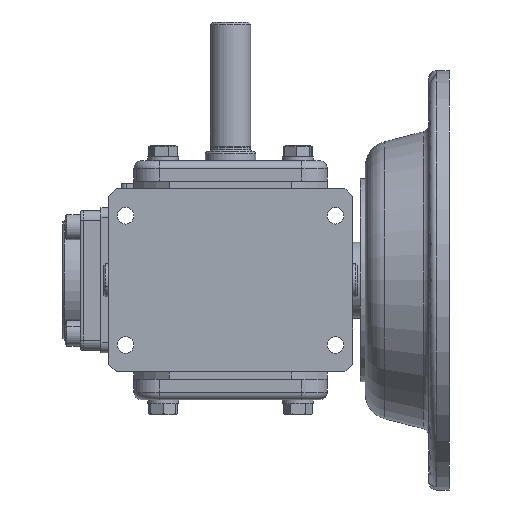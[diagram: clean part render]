
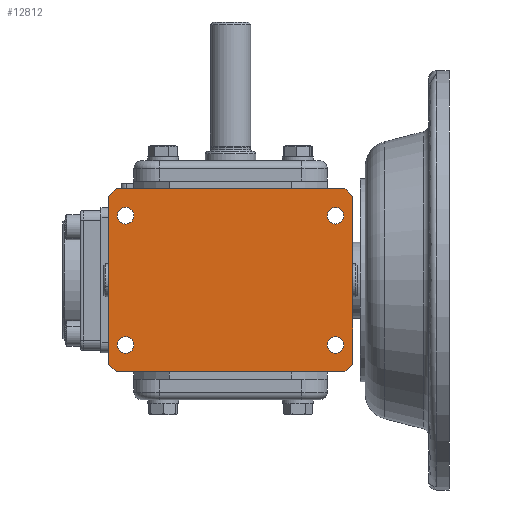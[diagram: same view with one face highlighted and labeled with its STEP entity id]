
A CAD part, front view. The second image highlights one B-rep face of the part: STEP entity #12812.
In plain terms, the highlighted planar face has unit normal (0, -1, 0).
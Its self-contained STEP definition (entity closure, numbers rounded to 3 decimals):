
#434 = DIRECTION ( 'NONE',  ( 0., 0., -1. ) ) ;
#518 = DIRECTION ( 'NONE',  ( 0., 0., -1. ) ) ;
#535 = CARTESIAN_POINT ( 'NONE',  ( 41.275, -43.64, 25.4 ) ) ;
#567 = DIRECTION ( 'NONE',  ( 0., -1., 0. ) ) ;
#579 = DIRECTION ( 'NONE',  ( 0., -1., 0. ) ) ;
#617 = CARTESIAN_POINT ( 'NONE',  ( -41.275, -43.64, -25.4 ) ) ;
#1431 = VERTEX_POINT ( 'NONE', #7748 ) ;
#1440 = VERTEX_POINT ( 'NONE', #7799 ) ;
#1487 = VERTEX_POINT ( 'NONE', #7634 ) ;
#1497 = VERTEX_POINT ( 'NONE', #7685 ) ;
#1503 = VERTEX_POINT ( 'NONE', #7789 ) ;
#1507 = VERTEX_POINT ( 'NONE', #7694 ) ;
#1530 = VERTEX_POINT ( 'NONE', #8000 ) ;
#1532 = VERTEX_POINT ( 'NONE', #7919 ) ;
#1583 = VERTEX_POINT ( 'NONE', #7657 ) ;
#1704 = LINE ( 'NONE', #2736, #8238 ) ;
#1706 = LINE ( 'NONE', #2729, #8235 ) ;
#2039 = DIRECTION ( 'NONE',  ( 0., 0., -1. ) ) ;
#2044 = CARTESIAN_POINT ( 'NONE',  ( -41.275, -43.64, 25.4 ) ) ;
#2045 = DIRECTION ( 'NONE',  ( 0., -1., 0. ) ) ;
#2077 = CARTESIAN_POINT ( 'NONE',  ( 45., -43.64, 36. ) ) ;
#2090 = DIRECTION ( 'NONE',  ( 0.707, 0., -0.707 ) ) ;
#2446 = FACE_OUTER_BOUND ( 'NONE', #9174, .T. ) ;
#2447 = FACE_BOUND ( 'NONE', #9189, .T. ) ;
#2448 = FACE_BOUND ( 'NONE', #9195, .T. ) ;
#2449 = FACE_BOUND ( 'NONE', #9184, .T. ) ;
#2450 = FACE_BOUND ( 'NONE', #9094, .T. ) ;
#2688 = CARTESIAN_POINT ( 'NONE',  ( -41.275, -43.64, -25.4 ) ) ;
#2689 = DIRECTION ( 'NONE',  ( 0., -1., 0. ) ) ;
#2690 = DIRECTION ( 'NONE',  ( 0., 0., -1. ) ) ;
#2729 = CARTESIAN_POINT ( 'NONE',  ( 48., -43.64, 41. ) ) ;
#2730 = DIRECTION ( 'NONE',  ( 0., 0., -1. ) ) ;
#2736 = CARTESIAN_POINT ( 'NONE',  ( 48., -43.64, -33. ) ) ;
#2737 = DIRECTION ( 'NONE',  ( -0.707, 0., -0.707 ) ) ;
#2871 = CARTESIAN_POINT ( 'NONE',  ( 45., -43.64, 36. ) ) ;
#2876 = CARTESIAN_POINT ( 'NONE',  ( 48., -43.64, 33. ) ) ;
#2903 = CARTESIAN_POINT ( 'NONE',  ( -41.275, -43.64, -22.136 ) ) ;
#2934 = CARTESIAN_POINT ( 'NONE',  ( 41.275, -43.64, -22.136 ) ) ;
#2944 = CARTESIAN_POINT ( 'NONE',  ( -41.275, -43.64, 28.664 ) ) ;
#3202 = LINE ( 'NONE', #8457, #5198 ) ;
#3281 = LINE ( 'NONE', #7007, #12003 ) ;
#3282 = LINE ( 'NONE', #7016, #11992 ) ;
#3283 = LINE ( 'NONE', #7005, #12015 ) ;
#4261 = ORIENTED_EDGE ( 'NONE', *, *, #12281, .F. ) ;
#4264 = ORIENTED_EDGE ( 'NONE', *, *, #10443, .T. ) ;
#4265 = ORIENTED_EDGE ( 'NONE', *, *, #8597, .T. ) ;
#4268 = ORIENTED_EDGE ( 'NONE', *, *, #8594, .F. ) ;
#4269 = ORIENTED_EDGE ( 'NONE', *, *, #13245, .F. ) ;
#4271 = ORIENTED_EDGE ( 'NONE', *, *, #10450, .F. ) ;
#4273 = ORIENTED_EDGE ( 'NONE', *, *, #12284, .F. ) ;
#4274 = ORIENTED_EDGE ( 'NONE', *, *, #9553, .F. ) ;
#4275 = ORIENTED_EDGE ( 'NONE', *, *, #12274, .F. ) ;
#4276 = ORIENTED_EDGE ( 'NONE', *, *, #13226, .F. ) ;
#4278 = ORIENTED_EDGE ( 'NONE', *, *, #10550, .F. ) ;
#4325 = ORIENTED_EDGE ( 'NONE', *, *, #10445, .F. ) ;
#4402 = ORIENTED_EDGE ( 'NONE', *, *, #12289, .F. ) ;
#4403 = ORIENTED_EDGE ( 'NONE', *, *, #13242, .F. ) ;
#4406 = ORIENTED_EDGE ( 'NONE', *, *, #9488, .F. ) ;
#4506 = ORIENTED_EDGE ( 'NONE', *, *, #8598, .F. ) ;
#5198 = VECTOR ( 'NONE', #8423, 1000. ) ;
#5288 = CIRCLE ( 'NONE', #5289, 3.264 ) ;
#5289 = AXIS2_PLACEMENT_3D ( 'NONE', #617, #567, #434 ) ;
#5290 = CIRCLE ( 'NONE', #5311, 3.264 ) ;
#5296 = CIRCLE ( 'NONE', #5305, 3.264 ) ;
#5298 = CIRCLE ( 'NONE', #5300, 3.264 ) ;
#5300 = AXIS2_PLACEMENT_3D ( 'NONE', #535, #579, #518 ) ;
#5305 = AXIS2_PLACEMENT_3D ( 'NONE', #14249, #14253, #14251 ) ;
#5311 = AXIS2_PLACEMENT_3D ( 'NONE', #14256, #14255, #14261 ) ;
#6552 = AXIS2_PLACEMENT_3D ( 'NONE', #12479, #12478, #12487 ) ;
#6984 = DIRECTION ( 'NONE',  ( 0., 0., -1. ) ) ;
#7005 = CARTESIAN_POINT ( 'NONE',  ( -48., -43.64, 41. ) ) ;
#7007 = CARTESIAN_POINT ( 'NONE',  ( -45., -43.64, 36. ) ) ;
#7016 = CARTESIAN_POINT ( 'NONE',  ( -48., -43.64, 36. ) ) ;
#7017 = DIRECTION ( 'NONE',  ( 1., 0., 0. ) ) ;
#7027 = DIRECTION ( 'NONE',  ( 0.707, 0., 0.707 ) ) ;
#7214 = LINE ( 'NONE', #2077, #11586 ) ;
#7223 = LINE ( 'NONE', #9842, #9486 ) ;
#7634 = CARTESIAN_POINT ( 'NONE',  ( -48., -43.64, -33. ) ) ;
#7657 = CARTESIAN_POINT ( 'NONE',  ( 41.275, -43.64, 22.136 ) ) ;
#7685 = CARTESIAN_POINT ( 'NONE',  ( 45., -43.64, -36. ) ) ;
#7694 = CARTESIAN_POINT ( 'NONE',  ( -41.275, -43.64, -28.664 ) ) ;
#7748 = CARTESIAN_POINT ( 'NONE',  ( 41.275, -43.64, 28.664 ) ) ;
#7789 = CARTESIAN_POINT ( 'NONE',  ( -45., -43.64, 36. ) ) ;
#7799 = CARTESIAN_POINT ( 'NONE',  ( -48., -43.64, 33. ) ) ;
#7919 = CARTESIAN_POINT ( 'NONE',  ( 48., -43.64, -33. ) ) ;
#8000 = CARTESIAN_POINT ( 'NONE',  ( -45., -43.64, -36. ) ) ;
#8198 = CIRCLE ( 'NONE', #8209, 3.264 ) ;
#8209 = AXIS2_PLACEMENT_3D ( 'NONE', #2688, #2689, #2690 ) ;
#8235 = VECTOR ( 'NONE', #2730, 1000. ) ;
#8238 = VECTOR ( 'NONE', #2737, 1000. ) ;
#8423 = DIRECTION ( 'NONE',  ( -0.707, 0., 0.707 ) ) ;
#8457 = CARTESIAN_POINT ( 'NONE',  ( -48., -43.64, -33. ) ) ;
#8594 = EDGE_CURVE ( 'NONE', #8995, #13953, #9317, .T. ) ;
#8597 = EDGE_CURVE ( 'NONE', #1530, #1497, #7223, .T. ) ;
#8598 = EDGE_CURVE ( 'NONE', #1583, #1431, #9411, .T. ) ;
#8995 = VERTEX_POINT ( 'NONE', #9891 ) ;
#9037 = VERTEX_POINT ( 'NONE', #9973 ) ;
#9094 = EDGE_LOOP ( 'NONE', ( #4268, #4273 ) ) ;
#9174 = EDGE_LOOP ( 'NONE', ( #4265, #4269, #4403, #4274, #4325, #4271, #4264, #4278 ) ) ;
#9184 = EDGE_LOOP ( 'NONE', ( #4506, #4261 ) ) ;
#9189 = EDGE_LOOP ( 'NONE', ( #4276, #4275 ) ) ;
#9195 = EDGE_LOOP ( 'NONE', ( #4406, #4402 ) ) ;
#9317 = CIRCLE ( 'NONE', #9318, 3.264 ) ;
#9318 = AXIS2_PLACEMENT_3D ( 'NONE', #10026, #10042, #9826 ) ;
#9347 = CIRCLE ( 'NONE', #9453, 3.264 ) ;
#9362 = AXIS2_PLACEMENT_3D ( 'NONE', #10147, #10130, #10124 ) ;
#9411 = CIRCLE ( 'NONE', #9362, 3.264 ) ;
#9453 = AXIS2_PLACEMENT_3D ( 'NONE', #2044, #2045, #2039 ) ;
#9486 = VECTOR ( 'NONE', #9886, 1000. ) ;
#9488 = EDGE_CURVE ( 'NONE', #9037, #13970, #9347, .T. ) ;
#9553 = EDGE_CURVE ( 'NONE', #13755, #13791, #7214, .T. ) ;
#9826 = DIRECTION ( 'NONE',  ( 0., 0., -1. ) ) ;
#9842 = CARTESIAN_POINT ( 'NONE',  ( -48., -43.64, -36. ) ) ;
#9886 = DIRECTION ( 'NONE',  ( 1., 0., 0. ) ) ;
#9891 = CARTESIAN_POINT ( 'NONE',  ( 41.275, -43.64, -28.664 ) ) ;
#9973 = CARTESIAN_POINT ( 'NONE',  ( -41.275, -43.64, 22.136 ) ) ;
#10026 = CARTESIAN_POINT ( 'NONE',  ( 41.275, -43.64, -25.4 ) ) ;
#10042 = DIRECTION ( 'NONE',  ( 0., -1., 0. ) ) ;
#10124 = DIRECTION ( 'NONE',  ( 0., 0., -1. ) ) ;
#10130 = DIRECTION ( 'NONE',  ( 0., -1., 0. ) ) ;
#10147 = CARTESIAN_POINT ( 'NONE',  ( 41.275, -43.64, 25.4 ) ) ;
#10443 = EDGE_CURVE ( 'NONE', #1440, #1487, #3283, .T. ) ;
#10445 = EDGE_CURVE ( 'NONE', #1503, #13755, #3282, .T. ) ;
#10450 = EDGE_CURVE ( 'NONE', #1440, #1503, #3281, .T. ) ;
#10550 = EDGE_CURVE ( 'NONE', #1530, #1487, #3202, .T. ) ;
#11586 = VECTOR ( 'NONE', #2090, 1000. ) ;
#11992 = VECTOR ( 'NONE', #7017, 1000. ) ;
#12003 = VECTOR ( 'NONE', #7027, 1000. ) ;
#12015 = VECTOR ( 'NONE', #6984, 1000. ) ;
#12274 = EDGE_CURVE ( 'NONE', #13869, #1507, #5288, .T. ) ;
#12281 = EDGE_CURVE ( 'NONE', #1431, #1583, #5298, .T. ) ;
#12284 = EDGE_CURVE ( 'NONE', #13953, #8995, #5296, .T. ) ;
#12289 = EDGE_CURVE ( 'NONE', #13970, #9037, #5290, .T. ) ;
#12478 = DIRECTION ( 'NONE',  ( 0., -1., 0. ) ) ;
#12479 = CARTESIAN_POINT ( 'NONE',  ( -48., -43.64, 41. ) ) ;
#12480 = PLANE ( 'NONE',  #6552 ) ;
#12487 = DIRECTION ( 'NONE',  ( 0., 0., -1. ) ) ;
#12812 = ADVANCED_FACE ( 'NONE', ( #2450, #2449, #2448, #2447, #2446 ), #12480, .T. ) ;
#13226 = EDGE_CURVE ( 'NONE', #1507, #13869, #8198, .T. ) ;
#13242 = EDGE_CURVE ( 'NONE', #13791, #1532, #1706, .T. ) ;
#13245 = EDGE_CURVE ( 'NONE', #1532, #1497, #1704, .T. ) ;
#13755 = VERTEX_POINT ( 'NONE', #2871 ) ;
#13791 = VERTEX_POINT ( 'NONE', #2876 ) ;
#13869 = VERTEX_POINT ( 'NONE', #2903 ) ;
#13953 = VERTEX_POINT ( 'NONE', #2934 ) ;
#13970 = VERTEX_POINT ( 'NONE', #2944 ) ;
#14249 = CARTESIAN_POINT ( 'NONE',  ( 41.275, -43.64, -25.4 ) ) ;
#14251 = DIRECTION ( 'NONE',  ( 0., 0., -1. ) ) ;
#14253 = DIRECTION ( 'NONE',  ( 0., -1., 0. ) ) ;
#14255 = DIRECTION ( 'NONE',  ( 0., -1., 0. ) ) ;
#14256 = CARTESIAN_POINT ( 'NONE',  ( -41.275, -43.64, 25.4 ) ) ;
#14261 = DIRECTION ( 'NONE',  ( 0., 0., -1. ) ) ;
